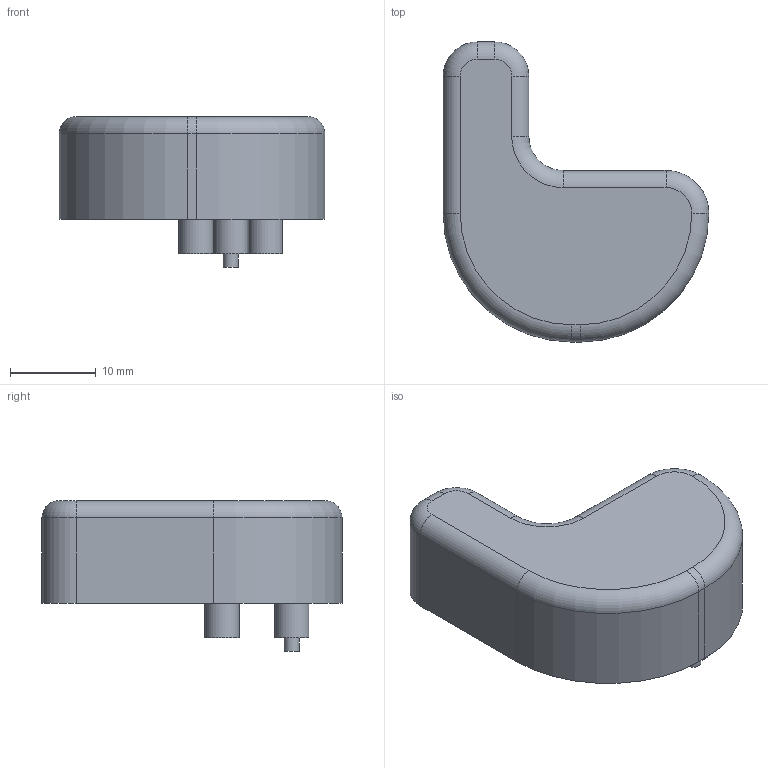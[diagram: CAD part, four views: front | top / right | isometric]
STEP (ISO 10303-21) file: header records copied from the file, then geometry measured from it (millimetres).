
FILE_DESCRIPTION(('FreeCAD Model'),'2;1');
FILE_NAME('Open CASCADE Shape Model','2021-07-02T22:01:38',('Author'),( ''),'Open CASCADE STEP processor 7.4','FreeCAD','Unknown');
FILE_SCHEMA(('AUTOMOTIVE_DESIGN_CC2 { 1 2 10303 214 -1 1 5 4 }'));
Length unit declared in the file: millimetre
Products named in the file (2): Part; Body
Assembly tree (1 placements, depth 2):
  Part
    Body
Bounding box: 31 x 35 x 17.6 mm (x, y, z)
Volume: 8020.5 mm3; surface area: 2773.2 mm2
Topology: 1 solids, 1 shells, 36 faces, 73 edges, 45 vertices
Faces by surface type: cylinder 17, plane 13, torus 6
Full cylindrical faces by diameter (mm): 1.6 x2, 1.75 x1, 4 x3
Entity records: 990 total; most frequent: DIRECTION 190, CARTESIAN_POINT 156, ORIENTED_EDGE 146, AXIS2_PLACEMENT_3D 79, EDGE_CURVE 73, VERTEX_POINT 45, FACE_BOUND 42, EDGE_LOOP 42
